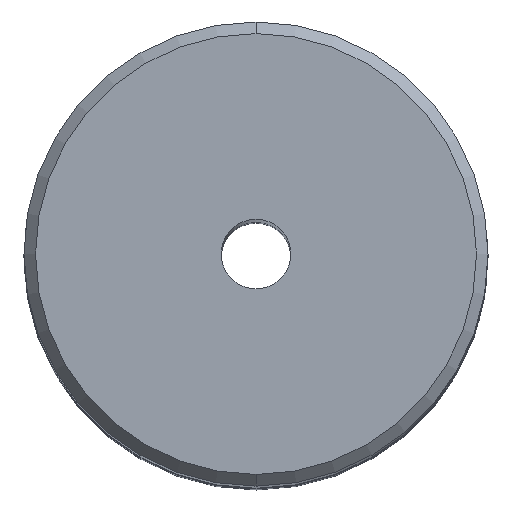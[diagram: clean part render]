
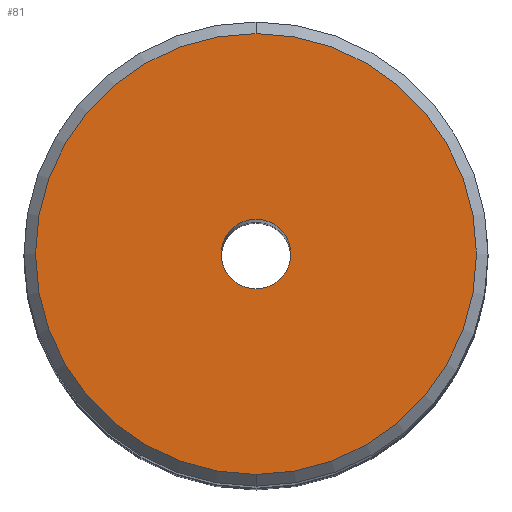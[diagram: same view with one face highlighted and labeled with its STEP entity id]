
A CAD part, top view. The second image highlights one B-rep face of the part: STEP entity #81.
In plain terms, the highlighted planar face has unit normal (0, 0, 1).
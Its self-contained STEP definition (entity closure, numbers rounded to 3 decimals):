
#58=PLANE('',#499);
#65=FACE_BOUND('',#134,.T.);
#66=FACE_BOUND('',#135,.T.);
#81=ADVANCED_FACE('',(#65,#66),#58,.F.);
#134=EDGE_LOOP('',(#190,#191));
#135=EDGE_LOOP('',(#192,#193));
#190=ORIENTED_EDGE('',*,*,#287,.F.);
#191=ORIENTED_EDGE('',*,*,#290,.F.);
#192=ORIENTED_EDGE('',*,*,#292,.F.);
#193=ORIENTED_EDGE('',*,*,#293,.F.);
#252=VERTEX_POINT('',#712);
#254=VERTEX_POINT('',#715);
#256=VERTEX_POINT('',#724);
#257=VERTEX_POINT('',#725);
#287=EDGE_CURVE('',#252,#254,#329,.T.);
#290=EDGE_CURVE('',#254,#252,#331,.T.);
#292=EDGE_CURVE('',#256,#257,#333,.T.);
#293=EDGE_CURVE('',#257,#256,#334,.T.);
#329=CIRCLE('',#491,1.5);
#331=CIRCLE('',#494,1.5);
#333=CIRCLE('',#497,9.5);
#334=CIRCLE('',#498,9.5);
#491=AXIS2_PLACEMENT_3D('',#714,#593,#594);
#494=AXIS2_PLACEMENT_3D('',#720,#600,#601);
#497=AXIS2_PLACEMENT_3D('',#723,#606,#607);
#498=AXIS2_PLACEMENT_3D('',#726,#608,#609);
#499=AXIS2_PLACEMENT_3D('',#727,#610,#611);
#593=DIRECTION('',(0.,0.,1.));
#594=DIRECTION('',(0.,1.,0.));
#600=DIRECTION('',(0.,0.,1.));
#601=DIRECTION('',(0.,-1.,0.));
#606=DIRECTION('',(0.,0.,-1.));
#607=DIRECTION('',(0.,1.,0.));
#608=DIRECTION('',(0.,0.,-1.));
#609=DIRECTION('',(0.,-1.,0.));
#610=DIRECTION('',(0.,0.,-1.));
#611=DIRECTION('',(0.,-1.,0.));
#712=CARTESIAN_POINT('',(0.,1.5,100.));
#714=CARTESIAN_POINT('',(0.,0.,100.));
#715=CARTESIAN_POINT('',(0.,-1.5,100.));
#720=CARTESIAN_POINT('',(0.,0.,100.));
#723=CARTESIAN_POINT('',(0.,0.,100.));
#724=CARTESIAN_POINT('',(0.,9.5,100.));
#725=CARTESIAN_POINT('',(0.,-9.5,100.));
#726=CARTESIAN_POINT('',(0.,0.,100.));
#727=CARTESIAN_POINT('',(0.,0.,100.));
